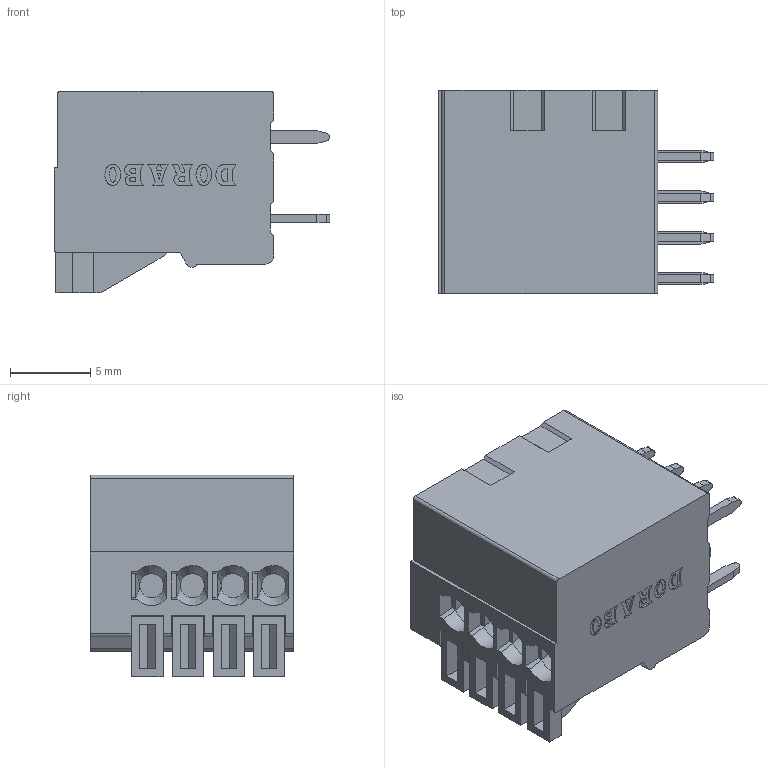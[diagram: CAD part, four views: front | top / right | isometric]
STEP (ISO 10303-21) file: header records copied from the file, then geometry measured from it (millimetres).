
FILE_DESCRIPTION((''),'2;1');
FILE_NAME('DB141V-254-1P','2023-07-11T',('86134'),(''),'PRO/ENGINEER BY PARAMETRIC TECHNOLOGY CORPORATION, 2010280','PRO/ENGINEER BY PARAMETRIC TECHNOLOGY CORPORATION, 2010280','');
FILE_SCHEMA(('CONFIG_CONTROL_DESIGN'));
Length unit declared in the file: millimetre
Products named in the file (1): DB141V-254-1P
Bounding box: 17.2 x 12.7 x 12.6 mm (x, y, z)
Volume: 1650.9 mm3; surface area: 1448.5 mm2
Topology: 1 solids, 19 shells, 623 faces, 1633 edges, 1078 vertices
Faces by surface type: plane 471, cylinder 105, extrusion 32, cone 11, bspline 4
Entity records: 19887 total; most frequent: CARTESIAN_POINT 4376, ORIENTED_EDGE 3266, DIRECTION 2991, EDGE_CURVE 1633, VECTOR 1337, LINE 1305, VERTEX_POINT 1078, AXIS2_PLACEMENT_3D 827
